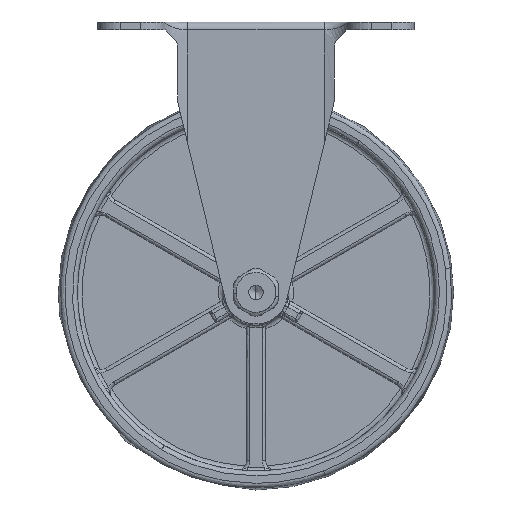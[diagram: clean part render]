
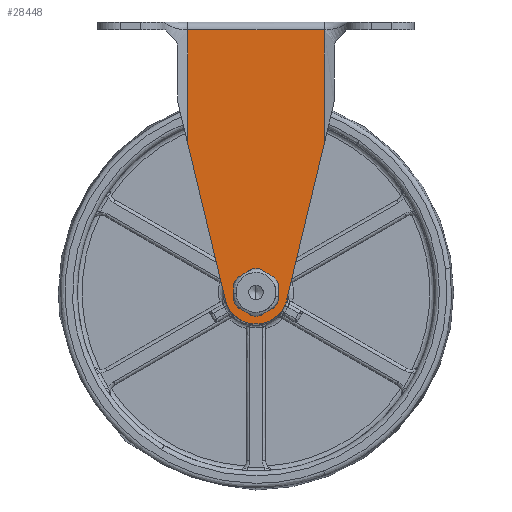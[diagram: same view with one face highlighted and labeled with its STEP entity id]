
A CAD part, front view. The second image highlights one B-rep face of the part: STEP entity #28448.
In plain terms, the highlighted free-form (B-spline) face has degree [1, 1] with [2, 2] control points.
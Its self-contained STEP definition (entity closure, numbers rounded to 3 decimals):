
#24795=CARTESIAN_POINT('',(-4.0,-18.5,0.0));
#24796=VERTEX_POINT('',#24795);
#24797=CARTESIAN_POINT('',(-3.042,-18.5,-2.598));
#24798=VERTEX_POINT('',#24797);
#24799=CARTESIAN_POINT('',(-4.0,-18.5,0.0));
#24800=CARTESIAN_POINT('',(-4.0,-18.5,-1.476));
#24801=CARTESIAN_POINT('',(-3.042,-18.5,-2.598));
#24809=(BOUNDED_CURVE()B_SPLINE_CURVE(2,(#24799,#24800,#24801),.UNSPECIFIED.,.F.,.U.)B_SPLINE_CURVE_WITH_KNOTS((3,3),(0.0,0.113),.UNSPECIFIED.)CURVE()GEOMETRIC_REPRESENTATION_ITEM()RATIONAL_B_SPLINE_CURVE((1.0,0.867,0.855))REPRESENTATION_ITEM(''));
#24810=EDGE_CURVE('',#24796,#24798,#24809,.T.);
#24853=CARTESIAN_POINT('',(2.598,-18.5,-3.042));
#24854=VERTEX_POINT('',#24853);
#24860=CARTESIAN_POINT('',(4.0,-18.5,0.0));
#24861=VERTEX_POINT('',#24860);
#24862=CARTESIAN_POINT('',(2.598,-18.5,-3.042));
#24863=CARTESIAN_POINT('',(4.,-18.5,-1.844));
#24864=CARTESIAN_POINT('',(4.0,-18.5,0.0));
#24872=(BOUNDED_CURVE()B_SPLINE_CURVE(2,(#24862,#24863,#24864),.UNSPECIFIED.,.F.,.U.)B_SPLINE_CURVE_WITH_KNOTS((3,3),(0.363,0.5),.UNSPECIFIED.)CURVE()GEOMETRIC_REPRESENTATION_ITEM()RATIONAL_B_SPLINE_CURVE((0.855,0.84,1.0))REPRESENTATION_ITEM(''));
#24873=EDGE_CURVE('',#24854,#24861,#24872,.T.);
#24875=CARTESIAN_POINT('',(4.0,-18.5,0.0));
#24876=CARTESIAN_POINT('',(4.,-18.5,4.));
#24877=CARTESIAN_POINT('',(0.0,-18.5,4.0));
#24878=CARTESIAN_POINT('',(-4.,-18.5,4.));
#24879=CARTESIAN_POINT('',(-4.0,-18.5,0.0));
#24887=(BOUNDED_CURVE()B_SPLINE_CURVE(2,(#24875,#24876,#24877,#24878,#24879),.UNSPECIFIED.,.F.,.U.)B_SPLINE_CURVE_WITH_KNOTS((3,2,3),(0.5,0.75,1.0),.UNSPECIFIED.)CURVE()GEOMETRIC_REPRESENTATION_ITEM()RATIONAL_B_SPLINE_CURVE((1.0,0.707,1.0,0.707,1.0))REPRESENTATION_ITEM(''));
#24888=EDGE_CURVE('',#24861,#24796,#24887,.T.);
#24911=CARTESIAN_POINT('',(-3.042,-18.5,-2.598));
#24912=CARTESIAN_POINT('',(-1.844,-18.5,-4.));
#24913=CARTESIAN_POINT('',(0.0,-18.5,-4.0));
#24914=CARTESIAN_POINT('',(1.476,-18.5,-4.));
#24915=CARTESIAN_POINT('',(2.598,-18.5,-3.042));
#24923=(BOUNDED_CURVE()B_SPLINE_CURVE(2,(#24911,#24912,#24913,#24914,#24915),.UNSPECIFIED.,.F.,.U.)B_SPLINE_CURVE_WITH_KNOTS((3,2,3),(0.113,0.25,0.363),.UNSPECIFIED.)CURVE()GEOMETRIC_REPRESENTATION_ITEM()RATIONAL_B_SPLINE_CURVE((0.855,0.84,1.0,0.867,0.855))REPRESENTATION_ITEM(''));
#24924=EDGE_CURVE('',#24798,#24854,#24923,.T.);
#25911=CARTESIAN_POINT('',(21.59,-18.5,83.0));
#25912=VERTEX_POINT('',#25911);
#25988=CARTESIAN_POINT('',(-21.59,-18.5,83.0));
#25989=VERTEX_POINT('',#25988);
#26003=CARTESIAN_POINT('',(21.59,-18.5,83.0));
#26004=CARTESIAN_POINT('',(-21.59,-18.5,83.0));
#26005=QUASI_UNIFORM_CURVE('',1,(#26003,#26004),.UNSPECIFIED.,.F.,.U.);
#26006=EDGE_CURVE('',#25912,#25989,#26005,.T.);
#26739=CARTESIAN_POINT('',(-21.59,-18.5,47.122));
#26740=VERTEX_POINT('',#26739);
#26785=CARTESIAN_POINT('',(-9.724,-18.5,-2.333));
#26786=VERTEX_POINT('',#26785);
#26792=CARTESIAN_POINT('',(-21.59,-18.5,47.122));
#26793=CARTESIAN_POINT('',(-9.724,-18.5,-2.333));
#26794=QUASI_UNIFORM_CURVE('',1,(#26792,#26793),.UNSPECIFIED.,.F.,.U.);
#26795=EDGE_CURVE('',#26740,#26786,#26794,.T.);
#26869=CARTESIAN_POINT('',(21.59,-18.5,47.122));
#26870=VERTEX_POINT('',#26869);
#26884=CARTESIAN_POINT('',(9.724,-18.5,-2.333));
#26885=VERTEX_POINT('',#26884);
#26886=CARTESIAN_POINT('',(9.724,-18.5,-2.333));
#26887=CARTESIAN_POINT('',(21.59,-18.5,47.122));
#26888=QUASI_UNIFORM_CURVE('',1,(#26886,#26887),.UNSPECIFIED.,.F.,.U.);
#26889=EDGE_CURVE('',#26885,#26870,#26888,.T.);
#26957=CARTESIAN_POINT('',(-9.724,-18.5,-2.333));
#26958=CARTESIAN_POINT('',(-7.884,-18.5,-10.));
#26959=CARTESIAN_POINT('',(0.,-18.5,-10.));
#26960=CARTESIAN_POINT('',(7.884,-18.5,-10.));
#26961=CARTESIAN_POINT('',(9.724,-18.5,-2.333));
#26969=(BOUNDED_CURVE()B_SPLINE_CURVE(2,(#26957,#26958,#26959,#26960,#26961),.UNSPECIFIED.,.F.,.U.)B_SPLINE_CURVE_WITH_KNOTS((3,2,3),(0.0,0.5,1.0),.UNSPECIFIED.)CURVE()GEOMETRIC_REPRESENTATION_ITEM()RATIONAL_B_SPLINE_CURVE((1.0,0.785,1.0,0.785,1.0))REPRESENTATION_ITEM(''));
#26970=EDGE_CURVE('',#26786,#26885,#26969,.T.);
#27981=CARTESIAN_POINT('',(-21.59,-18.5,47.122));
#27982=CARTESIAN_POINT('',(-21.59,-18.5,83.0));
#27983=QUASI_UNIFORM_CURVE('',1,(#27981,#27982),.UNSPECIFIED.,.F.,.U.);
#27984=EDGE_CURVE('',#26740,#25989,#27983,.T.);
#28020=CARTESIAN_POINT('',(21.59,-18.5,47.122));
#28021=CARTESIAN_POINT('',(21.59,-18.5,83.0));
#28022=QUASI_UNIFORM_CURVE('',1,(#28020,#28021),.UNSPECIFIED.,.F.,.U.);
#28023=EDGE_CURVE('',#26870,#25912,#28022,.T.);
#28429=CARTESIAN_POINT('',(23.747,-18.5,-14.645));
#28430=CARTESIAN_POINT('',(-23.747,-18.5,-14.645));
#28431=CARTESIAN_POINT('',(23.747,-18.5,87.645));
#28432=CARTESIAN_POINT('',(-23.747,-18.5,87.645));
#28433=B_SPLINE_SURFACE_WITH_KNOTS('',1,1,((#28429,#28431),(#28430,#28432)),.UNSPECIFIED.,.F.,.F.,.U.,(2,2),(2,2),(0.0,47.494),(0.0,102.291),.UNSPECIFIED.);
#28434=ORIENTED_EDGE('',*,*,#28023,.T.);
#28435=ORIENTED_EDGE('',*,*,#26006,.T.);
#28436=ORIENTED_EDGE('',*,*,#27984,.F.);
#28437=ORIENTED_EDGE('',*,*,#26795,.T.);
#28438=ORIENTED_EDGE('',*,*,#26970,.T.);
#28439=ORIENTED_EDGE('',*,*,#26889,.T.);
#28440=EDGE_LOOP('',(#28434,#28435,#28436,#28437,#28438,#28439));
#28441=FACE_OUTER_BOUND('',#28440,.T.);
#28442=ORIENTED_EDGE('',*,*,#24888,.F.);
#28443=ORIENTED_EDGE('',*,*,#24873,.F.);
#28444=ORIENTED_EDGE('',*,*,#24924,.F.);
#28445=ORIENTED_EDGE('',*,*,#24810,.F.);
#28446=EDGE_LOOP('',(#28442,#28443,#28444,#28445));
#28447=FACE_BOUND('',#28446,.T.);
#28448=ADVANCED_FACE('',(#28441,#28447),#28433,.F.);
